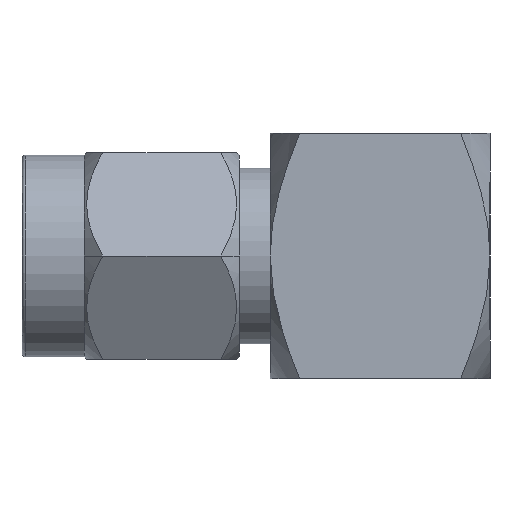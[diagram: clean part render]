
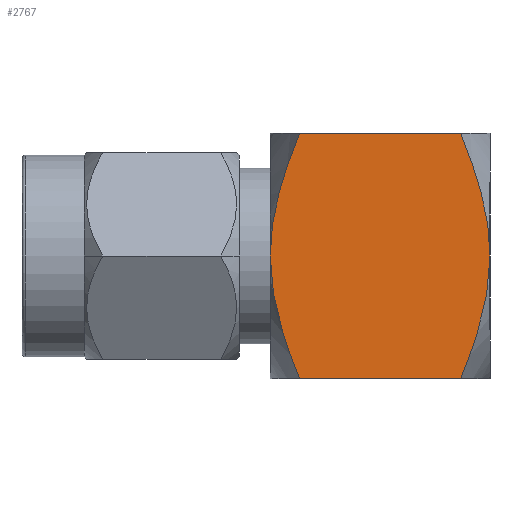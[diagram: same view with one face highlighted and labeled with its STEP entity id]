
A CAD part, left-side view. The second image highlights one B-rep face of the part: STEP entity #2767.
In plain terms, the highlighted planar face has unit normal (-1, 0, 0).
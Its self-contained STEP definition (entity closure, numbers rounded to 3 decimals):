
#51=DIRECTION('',(0.,1.,0.));
#52=VECTOR('',#51,6.228);
#53=CARTESIAN_POINT('',(-4.75,-3.364,4.75));
#54=LINE('',#53,#52);
#85=CARTESIAN_POINT('',(-4.75,-3.364,4.75));
#86=CARTESIAN_POINT('',(-4.75,-3.441,4.562));
#87=CARTESIAN_POINT('',(-4.75,-3.583,4.202));
#88=CARTESIAN_POINT('',(-4.75,-3.765,3.71));
#89=CARTESIAN_POINT('',(-4.75,-3.921,3.252));
#90=CARTESIAN_POINT('',(-4.75,-4.056,2.818));
#91=CARTESIAN_POINT('',(-4.75,-4.172,2.401));
#92=CARTESIAN_POINT('',(-4.75,-4.271,1.995));
#93=CARTESIAN_POINT('',(-4.75,-4.352,1.594));
#94=CARTESIAN_POINT('',(-4.75,-4.417,1.196));
#95=CARTESIAN_POINT('',(-4.75,-4.465,0.798));
#96=CARTESIAN_POINT('',(-4.75,-4.494,0.4));
#97=CARTESIAN_POINT('',(-4.75,-4.5,0.133));
#98=CARTESIAN_POINT('',(-4.75,-4.5,0.));
#100=CARTESIAN_POINT('',(-4.75,-4.5,0.));
#101=CARTESIAN_POINT('',(-4.75,-4.5,-0.136));
#102=CARTESIAN_POINT('',(-4.75,-4.493,-0.406));
#103=CARTESIAN_POINT('',(-4.75,-4.463,-0.811));
#104=CARTESIAN_POINT('',(-4.75,-4.415,-1.215));
#105=CARTESIAN_POINT('',(-4.75,-4.348,-1.617));
#106=CARTESIAN_POINT('',(-4.75,-4.265,-2.021));
#107=CARTESIAN_POINT('',(-4.75,-4.165,-2.429));
#108=CARTESIAN_POINT('',(-4.75,-4.048,-2.846));
#109=CARTESIAN_POINT('',(-4.75,-3.913,-3.278));
#110=CARTESIAN_POINT('',(-4.75,-3.757,-3.731));
#111=CARTESIAN_POINT('',(-4.75,-3.578,-4.215));
#112=CARTESIAN_POINT('',(-4.75,-3.439,-4.567));
#113=CARTESIAN_POINT('',(-4.75,-3.364,-4.75));
#115=DIRECTION('',(0.,1.,0.));
#116=VECTOR('',#115,6.228);
#117=CARTESIAN_POINT('',(-4.75,-3.364,-4.75));
#118=LINE('',#117,#116);
#119=CARTESIAN_POINT('',(-4.75,4.,0.));
#120=CARTESIAN_POINT('',(-4.75,4.,-0.136));
#121=CARTESIAN_POINT('',(-4.75,3.993,-0.406));
#122=CARTESIAN_POINT('',(-4.75,3.963,-0.811));
#123=CARTESIAN_POINT('',(-4.75,3.915,-1.215));
#124=CARTESIAN_POINT('',(-4.75,3.848,-1.617));
#125=CARTESIAN_POINT('',(-4.75,3.765,-2.021));
#126=CARTESIAN_POINT('',(-4.75,3.665,-2.429));
#127=CARTESIAN_POINT('',(-4.75,3.548,-2.846));
#128=CARTESIAN_POINT('',(-4.75,3.413,-3.278));
#129=CARTESIAN_POINT('',(-4.75,3.257,-3.731));
#130=CARTESIAN_POINT('',(-4.75,3.078,-4.215));
#131=CARTESIAN_POINT('',(-4.75,2.939,-4.567));
#132=CARTESIAN_POINT('',(-4.75,2.864,-4.75));
#134=CARTESIAN_POINT('',(-4.75,2.864,4.75));
#135=CARTESIAN_POINT('',(-4.75,2.941,4.562));
#136=CARTESIAN_POINT('',(-4.75,3.083,4.202));
#137=CARTESIAN_POINT('',(-4.75,3.265,3.71));
#138=CARTESIAN_POINT('',(-4.75,3.421,3.252));
#139=CARTESIAN_POINT('',(-4.75,3.556,2.818));
#140=CARTESIAN_POINT('',(-4.75,3.672,2.401));
#141=CARTESIAN_POINT('',(-4.75,3.771,1.995));
#142=CARTESIAN_POINT('',(-4.75,3.852,1.594));
#143=CARTESIAN_POINT('',(-4.75,3.917,1.196));
#144=CARTESIAN_POINT('',(-4.75,3.965,0.798));
#145=CARTESIAN_POINT('',(-4.75,3.994,0.4));
#146=CARTESIAN_POINT('',(-4.75,4.,0.133));
#147=CARTESIAN_POINT('',(-4.75,4.,0.));
#149=CARTESIAN_POINT('',(-4.75,-3.364,-4.75));
#2448=CARTESIAN_POINT('',(-4.75,-4.5,0.));
#2449=VERTEX_POINT('',#2448);
#2452=VERTEX_POINT('',#149);
#2454=VERTEX_POINT('',#85);
#2458=CARTESIAN_POINT('',(-4.75,2.864,-4.75));
#2459=VERTEX_POINT('',#2458);
#2460=CARTESIAN_POINT('',(-4.75,2.864,4.75));
#2461=VERTEX_POINT('',#2460);
#2465=VERTEX_POINT('',#147);
#2750=CARTESIAN_POINT('',(-4.75,-4.5,-4.75));
#2751=DIRECTION('',(-1.,0.,0.));
#2752=DIRECTION('',(0.,0.,1.));
#2753=AXIS2_PLACEMENT_3D('',#2750,#2751,#2752);
#2754=PLANE('',#2753);
#2755=ORIENTED_EDGE('',*,*,#2744,.T.);
#2757=ORIENTED_EDGE('',*,*,#2756,.T.);
#2759=ORIENTED_EDGE('',*,*,#2758,.T.);
#2761=ORIENTED_EDGE('',*,*,#2760,.F.);
#2763=ORIENTED_EDGE('',*,*,#2762,.F.);
#2764=ORIENTED_EDGE('',*,*,#2727,.F.);
#2765=EDGE_LOOP('',(#2755,#2757,#2759,#2761,#2763,#2764));
#2766=FACE_OUTER_BOUND('',#2765,.F.);
#2767=ADVANCED_FACE('',(#2766),#2754,.T.);
#99=B_SPLINE_CURVE_WITH_KNOTS('',3,(#85,#86,#87,#88,#89,#90,#91,#92,#93,#94,#95,
#96,#97,#98),.UNSPECIFIED.,.F.,.F.,(4,1,1,1,1,1,1,1,1,1,1,4),(0.,
0.091,0.182,0.273,0.364,
0.455,0.545,0.636,0.727,
0.818,0.909,1.),.UNSPECIFIED.);
#114=B_SPLINE_CURVE_WITH_KNOTS('',3,(#100,#101,#102,#103,#104,#105,#106,#107,
#108,#109,#110,#111,#112,#113),.UNSPECIFIED.,.F.,.F.,(4,1,1,1,1,1,1,1,1,1,1,4),(
0.,0.091,0.182,0.273,0.364,
0.455,0.545,0.636,0.727,
0.818,0.909,1.),.UNSPECIFIED.);
#133=B_SPLINE_CURVE_WITH_KNOTS('',3,(#119,#120,#121,#122,#123,#124,#125,#126,
#127,#128,#129,#130,#131,#132),.UNSPECIFIED.,.F.,.F.,(4,1,1,1,1,1,1,1,1,1,1,4),(
0.,0.091,0.182,0.273,0.364,
0.455,0.545,0.636,0.727,
0.818,0.909,1.),.UNSPECIFIED.);
#148=B_SPLINE_CURVE_WITH_KNOTS('',3,(#134,#135,#136,#137,#138,#139,#140,#141,
#142,#143,#144,#145,#146,#147),.UNSPECIFIED.,.F.,.F.,(4,1,1,1,1,1,1,1,1,1,1,4),(
0.,0.091,0.182,0.273,0.364,
0.455,0.545,0.636,0.727,
0.818,0.909,1.),.UNSPECIFIED.);
#2727=EDGE_CURVE('',#2454,#2461,#54,.T.);
#2744=EDGE_CURVE('',#2454,#2449,#99,.T.);
#2756=EDGE_CURVE('',#2449,#2452,#114,.T.);
#2758=EDGE_CURVE('',#2452,#2459,#118,.T.);
#2760=EDGE_CURVE('',#2465,#2459,#133,.T.);
#2762=EDGE_CURVE('',#2461,#2465,#148,.T.);
